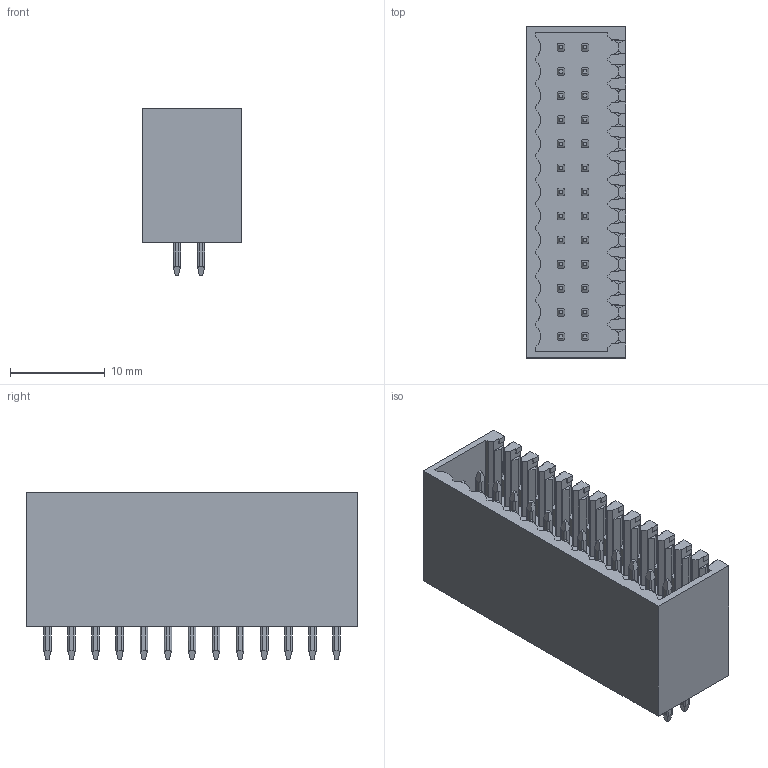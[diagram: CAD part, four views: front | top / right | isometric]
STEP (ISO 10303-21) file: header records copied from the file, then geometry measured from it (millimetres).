
FILE_DESCRIPTION((''),'2;1');
FILE_NAME('TLPHDC-020V','2024-10-16T16:28:41',('tluser'),(''),'CREO PARAMETRIC BY PTC INC, 2018100','CREO PARAMETRIC BY PTC INC, 2018100','');
FILE_SCHEMA(('CONFIG_CONTROL_DESIGN'));
Length unit declared in the file: millimetre
Products named in the file (1): TLPHDC-020V
Bounding box: 10.5 x 34.98 x 17.7 mm (x, y, z)
Volume: 3354.9 mm3; surface area: 3303.2 mm2
Topology: 1 solids, 1 shells, 972 faces, 2728 edges, 1810 vertices
Faces by surface type: plane 751, cylinder 221
Entity records: 31604 total; most frequent: CARTESIAN_POINT 7070, ORIENTED_EDGE 5456, DIRECTION 4490, EDGE_CURVE 2728, VECTOR 2078, LINE 2078, VERTEX_POINT 1810, AXIS2_PLACEMENT_3D 1206
